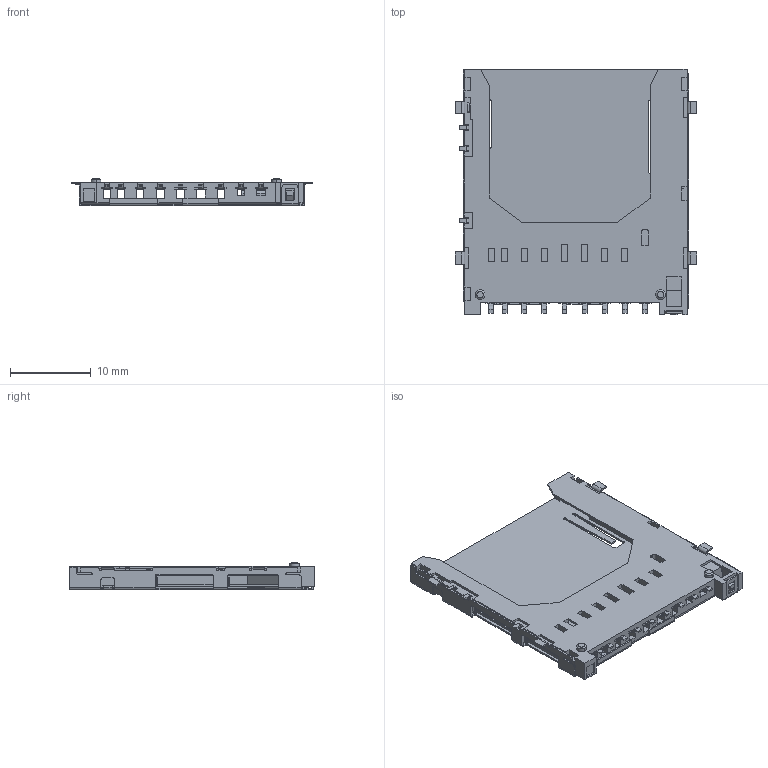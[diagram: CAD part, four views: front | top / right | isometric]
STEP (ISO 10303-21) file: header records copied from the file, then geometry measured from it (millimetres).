
FILE_DESCRIPTION (( 'STEP AP214' ), '1' );
FILE_NAME ('DM1AA-SF-PEJ.STEP', '2020-08-27T00:52:36', ( '' ), ( '' ), 'SwSTEP 2.0', 'SolidWorks 2018', '' );
FILE_SCHEMA (( 'AUTOMOTIVE_DESIGN' ));
Length unit declared in the file: millimetre
Products named in the file (1): DM1AA-SF-PEJ
Bounding box: 30 x 30.5 x 3.45 mm (x, y, z)
Volume: 638.5 mm3; surface area: 3103 mm2
Topology: 1 solids, 1 shells, 934 faces, 2777 edges, 1800 vertices
Faces by surface type: plane 722, cylinder 208, cone 4
Entity records: 31057 total; most frequent: CARTESIAN_POINT 5579, ORIENTED_EDGE 5554, DIRECTION 5029, EDGE_CURVE 2777, LINE 2343, VECTOR 2343, VERTEX_POINT 1800, AXIS2_PLACEMENT_3D 1343
